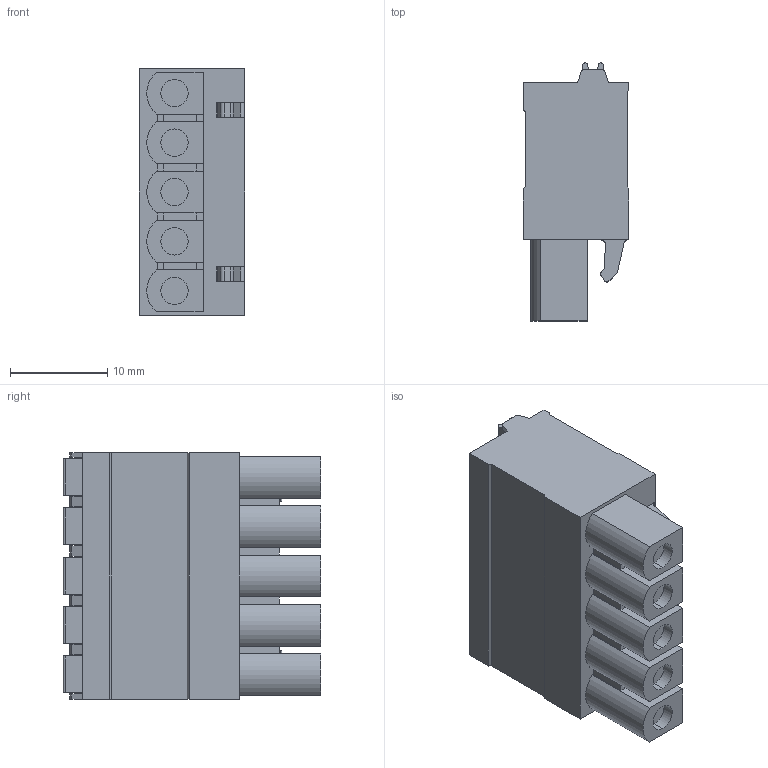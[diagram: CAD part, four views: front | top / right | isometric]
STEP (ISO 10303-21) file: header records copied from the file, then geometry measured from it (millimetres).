
FILE_DESCRIPTION((''),'2;1');
FILE_NAME('TLPS-317-03P-24P','2024-11-08T08:51:04',('tluser'),(''),'CREO PARAMETRIC BY PTC INC, 2018100','CREO PARAMETRIC BY PTC INC, 2018100','');
FILE_SCHEMA(('CONFIG_CONTROL_DESIGN'));
Length unit declared in the file: millimetre
Products named in the file (1): TLPS-317-03P-24P
Bounding box: 10.9 x 26.5 x 25.4 mm (x, y, z)
Volume: 5193.6 mm3; surface area: 3002.7 mm2
Topology: 1 solids, 1 shells, 300 faces, 788 edges, 512 vertices
Faces by surface type: plane 171, cylinder 109, torus 20
Entity records: 9268 total; most frequent: DIRECTION 1626, CARTESIAN_POINT 1600, ORIENTED_EDGE 1576, EDGE_CURVE 788, VECTOR 550, LINE 550, AXIS2_PLACEMENT_3D 538, VERTEX_POINT 512
